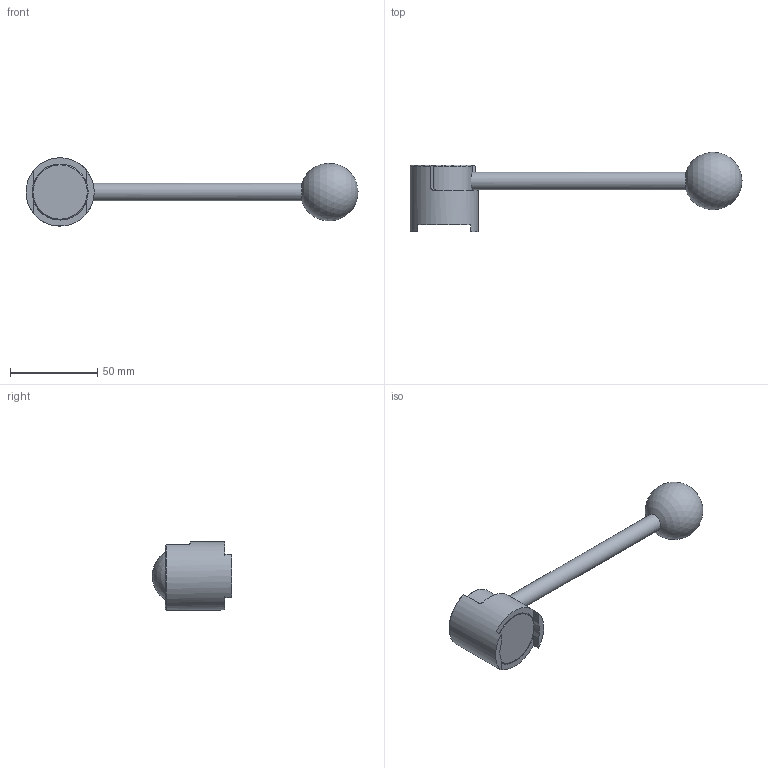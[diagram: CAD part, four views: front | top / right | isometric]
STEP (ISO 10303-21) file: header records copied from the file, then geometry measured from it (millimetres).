
FILE_DESCRIPTION( ( 'STEP AP203' ), '1' );
FILE_NAME( '9612045101.stp', '2020-08-03T11:00:41', ( 'License CC BY-ND 4.0' ), ( 'CADENAS' ), ' ', 'PARTsolutions', ' ' );
FILE_SCHEMA( ( 'CONFIG_CONTROL_DESIGN' ) );
Length unit declared in the file: millimetre
Products named in the file (1): _9612045101
Bounding box: 189.8 x 45.44 x 38.98 mm (x, y, z)
Volume: 67291.8 mm3; surface area: 18453.7 mm2
Topology: 1 solids, 1 shells, 28 faces, 68 edges, 44 vertices
Faces by surface type: plane 16, cylinder 8, cone 3, sphere 1
Full cylindrical faces by diameter (mm): 10 x1, 32 x2, 32.1 x2, 39 x1
Entity records: 902 total; most frequent: CARTESIAN_POINT 248, DIRECTION 130, ORIENTED_EDGE 110, EDGE_CURVE 55, AXIS2_PLACEMENT_3D 51, VERTEX_POINT 41, EDGE_LOOP 39, FACE_OUTER_BOUND 34
